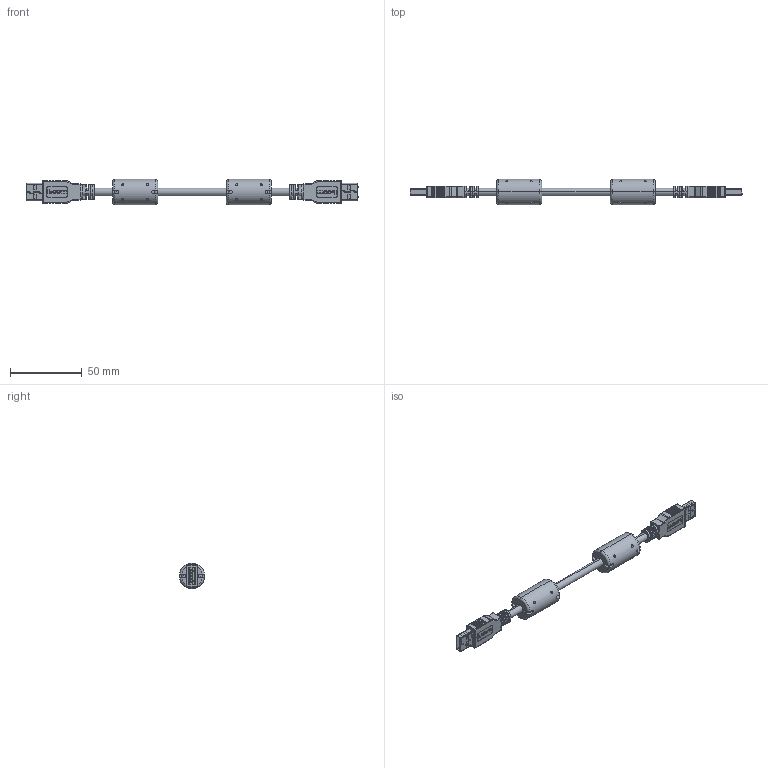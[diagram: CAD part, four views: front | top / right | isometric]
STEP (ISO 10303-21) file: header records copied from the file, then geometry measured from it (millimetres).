
FILE_DESCRIPTION (( 'STEP AP214' ), '1' );
FILE_NAME ('U3A00084.STEP', '2018-03-22T16:12:47', ( '' ), ( '' ), 'SwSTEP 2.0', 'SolidWorks 2017', '' );
FILE_SCHEMA (( 'AUTOMOTIVE_DESIGN' ));
Length unit declared in the file: inch
Products named in the file (13): U3A00084; 1AA05-046-MA2_Without Crimp; 1AM07-032___; MTN-286_1AM07-032 FERRITE; MTN-593; 1AA05-046-MA3; 1AA05-046-MA1; MTN-286___; MTN-594_NO CABLE; 3AC08-027; 1AM07-048
Assembly tree (14 placements, depth 4):
  U3A00084
    3AC08-027
    MTN-594_NO CABLE  x2
      MTN-593
        1AA05-046-MA3
        MTN-593
      1AA05-046-MA1
      1AA05-046-MA2_Without Crimp
      MTN-594_NO CABLE
    MTN-286_1AM07-032 FERRITE  x2
      MTN-286___
      1AM07-032___
      1AM07-048
Bounding box: 232 x 17.7 x 17.7 mm (x, y, z)
Volume: 31627.4 mm3; surface area: 29986.8 mm2
Topology: 45 solids, 45 shells, 2976 faces, 8018 edges, 5256 vertices
Faces by surface type: plane 2132, cylinder 544, bspline 216, torus 68, sphere 16
Entity records: 55800 total; most frequent: CARTESIAN_POINT 14868, ORIENTED_EDGE 7996, DIRECTION 6986, EDGE_CURVE 3998, VECTOR 3078, LINE 3078, VERTEX_POINT 2630, AXIS2_PLACEMENT_3D 1954
